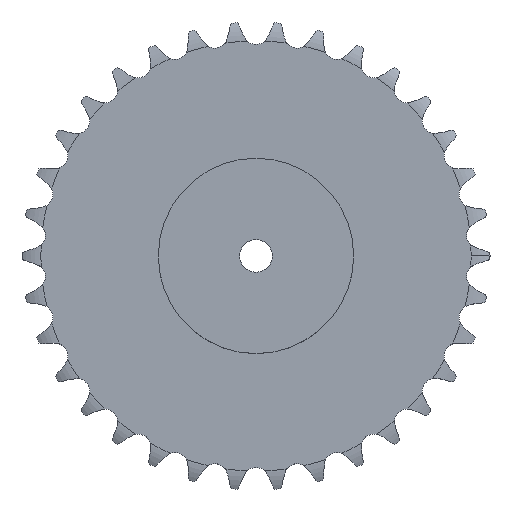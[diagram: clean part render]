
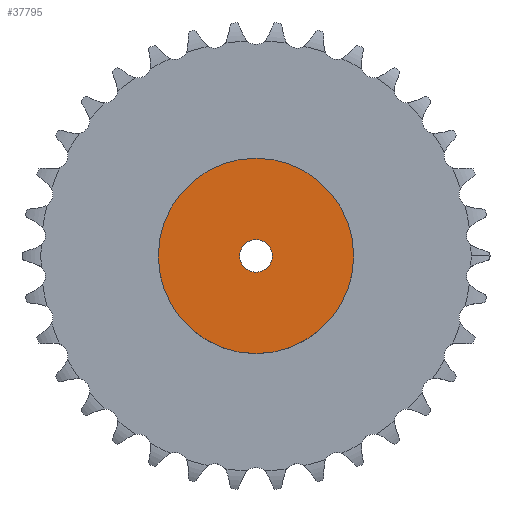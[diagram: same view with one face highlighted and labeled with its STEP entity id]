
A CAD part, top view. The second image highlights one B-rep face of the part: STEP entity #37795.
In plain terms, the highlighted planar face has unit normal (0, 0, 1).
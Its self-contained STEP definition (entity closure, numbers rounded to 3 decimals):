
#4332 = CYLINDRICAL_SURFACE('',#4333,75.);
#4333 = AXIS2_PLACEMENT_3D('',#4334,#4335,#4336);
#4334 = CARTESIAN_POINT('',(0.,0.,0.));
#4335 = DIRECTION('',(-0.,-0.,-1.));
#4336 = DIRECTION('',(1.,0.,0.));
#23704 = VERTEX_POINT('',#23705);
#23705 = CARTESIAN_POINT('',(75.,0.,55.));
#23726 = EDGE_CURVE('',#23704,#23704,#23727,.T.);
#23727 = SURFACE_CURVE('',#23728,(#23733,#23740),.PCURVE_S1.);
#23728 = CIRCLE('',#23729,75.);
#23729 = AXIS2_PLACEMENT_3D('',#23730,#23731,#23732);
#23730 = CARTESIAN_POINT('',(0.,0.,55.));
#23731 = DIRECTION('',(0.,0.,1.));
#23732 = DIRECTION('',(1.,0.,0.));
#23733 = PCURVE('',#4332,#23734);
#23734 = DEFINITIONAL_REPRESENTATION('',(#23735),#23739);
#23735 = LINE('',#23736,#23737);
#23736 = CARTESIAN_POINT('',(-0.,-55.));
#23737 = VECTOR('',#23738,1.);
#23738 = DIRECTION('',(-1.,0.));
#23739 = ( GEOMETRIC_REPRESENTATION_CONTEXT(2) 
PARAMETRIC_REPRESENTATION_CONTEXT() REPRESENTATION_CONTEXT('2D SPACE',''
  ) );
#23740 = PCURVE('',#23741,#23746);
#23741 = PLANE('',#23742);
#23742 = AXIS2_PLACEMENT_3D('',#23743,#23744,#23745);
#23743 = CARTESIAN_POINT('',(0.,0.,55.)
  );
#23744 = DIRECTION('',(0.,0.,1.));
#23745 = DIRECTION('',(1.,0.,0.));
#23746 = DEFINITIONAL_REPRESENTATION('',(#23747),#23751);
#23747 = CIRCLE('',#23748,75.);
#23748 = AXIS2_PLACEMENT_2D('',#23749,#23750);
#23749 = CARTESIAN_POINT('',(0.,0.));
#23750 = DIRECTION('',(1.,0.));
#23751 = ( GEOMETRIC_REPRESENTATION_CONTEXT(2) 
PARAMETRIC_REPRESENTATION_CONTEXT() REPRESENTATION_CONTEXT('2D SPACE',''
  ) );
#32180 = CYLINDRICAL_SURFACE('',#32181,12.5);
#32181 = AXIS2_PLACEMENT_3D('',#32182,#32183,#32184);
#32182 = CARTESIAN_POINT('',(0.,0.,539.814));
#32183 = DIRECTION('',(0.,0.,1.));
#32184 = DIRECTION('',(1.,0.,0.));
#37795 = ADVANCED_FACE('',(#37796,#37799),#23741,.T.);
#37796 = FACE_BOUND('',#37797,.T.);
#37797 = EDGE_LOOP('',(#37798));
#37798 = ORIENTED_EDGE('',*,*,#23726,.T.);
#37799 = FACE_BOUND('',#37800,.T.);
#37800 = EDGE_LOOP('',(#37801));
#37801 = ORIENTED_EDGE('',*,*,#37802,.F.);
#37802 = EDGE_CURVE('',#37803,#37803,#37805,.T.);
#37803 = VERTEX_POINT('',#37804);
#37804 = CARTESIAN_POINT('',(12.5,0.,55.));
#37805 = SURFACE_CURVE('',#37806,(#37811,#37818),.PCURVE_S1.);
#37806 = CIRCLE('',#37807,12.5);
#37807 = AXIS2_PLACEMENT_3D('',#37808,#37809,#37810);
#37808 = CARTESIAN_POINT('',(0.,0.,55.));
#37809 = DIRECTION('',(0.,0.,1.));
#37810 = DIRECTION('',(1.,0.,0.));
#37811 = PCURVE('',#23741,#37812);
#37812 = DEFINITIONAL_REPRESENTATION('',(#37813),#37817);
#37813 = CIRCLE('',#37814,12.5);
#37814 = AXIS2_PLACEMENT_2D('',#37815,#37816);
#37815 = CARTESIAN_POINT('',(0.,0.));
#37816 = DIRECTION('',(1.,0.));
#37817 = ( GEOMETRIC_REPRESENTATION_CONTEXT(2) 
PARAMETRIC_REPRESENTATION_CONTEXT() REPRESENTATION_CONTEXT('2D SPACE',''
  ) );
#37818 = PCURVE('',#32180,#37819);
#37819 = DEFINITIONAL_REPRESENTATION('',(#37820),#37824);
#37820 = LINE('',#37821,#37822);
#37821 = CARTESIAN_POINT('',(0.,-484.814));
#37822 = VECTOR('',#37823,1.);
#37823 = DIRECTION('',(1.,0.));
#37824 = ( GEOMETRIC_REPRESENTATION_CONTEXT(2) 
PARAMETRIC_REPRESENTATION_CONTEXT() REPRESENTATION_CONTEXT('2D SPACE',''
  ) );
